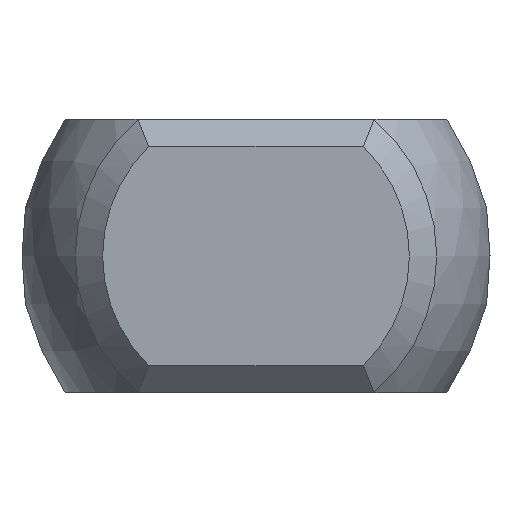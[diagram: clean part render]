
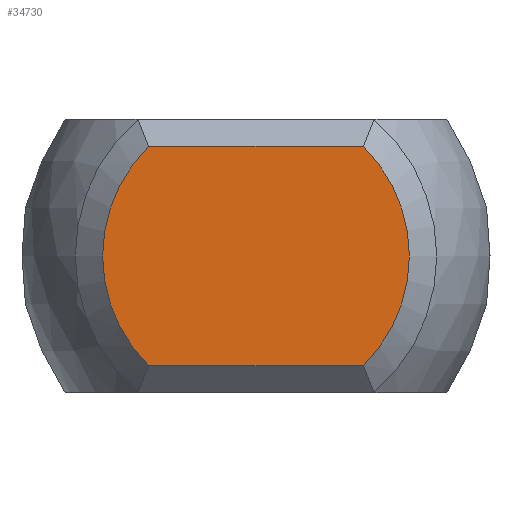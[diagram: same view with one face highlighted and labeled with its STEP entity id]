
A CAD part, left-side view. The second image highlights one B-rep face of the part: STEP entity #34730.
In plain terms, the highlighted planar face has unit normal (-1, 0, 0).
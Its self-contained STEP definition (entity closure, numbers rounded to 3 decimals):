
#31895 = PLANE('',#31896);
#31896 = AXIS2_PLACEMENT_3D('',#31897,#31898,#31899);
#31897 = CARTESIAN_POINT('',(-40.375,3.125,2.25));
#31898 = DIRECTION('',(0.707,0.,-0.707));
#31899 = DIRECTION('',(-0.707,0.,-0.707));
#34079 = EDGE_CURVE('',#34080,#34082,#34084,.T.);
#34080 = VERTEX_POINT('',#34081);
#34081 = CARTESIAN_POINT('',(-40.625,-1.96,-2.));
#34082 = VERTEX_POINT('',#34083);
#34083 = CARTESIAN_POINT('',(-40.625,-1.96,2.));
#34084 = SURFACE_CURVE('',#34085,(#34090,#34102),.PCURVE_S1.);
#34085 = CIRCLE('',#34086,2.8);
#34086 = AXIS2_PLACEMENT_3D('',#34087,#34088,#34089);
#34087 = CARTESIAN_POINT('',(-40.625,0.,0.));
#34088 = DIRECTION('',(-1.,0.,0.));
#34089 = DIRECTION('',(0.,-1.,0.));
#34090 = PCURVE('',#34091,#34096);
#34091 = CONICAL_SURFACE('',#34092,3.05,0.785);
#34092 = AXIS2_PLACEMENT_3D('',#34093,#34094,#34095);
#34093 = CARTESIAN_POINT('',(-40.375,0.,0.));
#34094 = DIRECTION('',(1.,0.,0.));
#34095 = DIRECTION('',(0.,-1.,0.));
#34096 = DEFINITIONAL_REPRESENTATION('',(#34097),#34101);
#34097 = LINE('',#34098,#34099);
#34098 = CARTESIAN_POINT('',(6.283,-0.25));
#34099 = VECTOR('',#34100,1.);
#34100 = DIRECTION('',(-1.,0.));
#34101 = ( GEOMETRIC_REPRESENTATION_CONTEXT(2) 
PARAMETRIC_REPRESENTATION_CONTEXT() REPRESENTATION_CONTEXT('2D SPACE',''
  ) );
#34102 = PCURVE('',#34103,#34108);
#34103 = PLANE('',#34104);
#34104 = AXIS2_PLACEMENT_3D('',#34105,#34106,#34107);
#34105 = CARTESIAN_POINT('',(-40.625,0.,0.));
#34106 = DIRECTION('',(1.,0.,0.));
#34107 = DIRECTION('',(0.,0.,-1.));
#34108 = DEFINITIONAL_REPRESENTATION('',(#34109),#34117);
#34109 = ( BOUNDED_CURVE() B_SPLINE_CURVE(2,(#34110,#34111,#34112,#34113
    ,#34114,#34115,#34116),.UNSPECIFIED.,.T.,.F.) 
B_SPLINE_CURVE_WITH_KNOTS((1,2,2,2,2,1),(-2.094,0.,
    2.094,4.189,6.283,8.378),
.UNSPECIFIED.) CURVE() GEOMETRIC_REPRESENTATION_ITEM() 
RATIONAL_B_SPLINE_CURVE((1.,0.5,1.,0.5,1.,0.5,1.)) REPRESENTATION_ITEM(
  '') );
#34110 = CARTESIAN_POINT('',(0.,-2.8));
#34111 = CARTESIAN_POINT('',(-4.85,-2.8));
#34112 = CARTESIAN_POINT('',(-2.425,1.4));
#34113 = CARTESIAN_POINT('',(0.,5.6));
#34114 = CARTESIAN_POINT('',(2.425,1.4));
#34115 = CARTESIAN_POINT('',(4.85,-2.8));
#34116 = CARTESIAN_POINT('',(0.,-2.8));
#34117 = ( GEOMETRIC_REPRESENTATION_CONTEXT(2) 
PARAMETRIC_REPRESENTATION_CONTEXT() REPRESENTATION_CONTEXT('2D SPACE',''
  ) );
#34135 = PLANE('',#34136);
#34136 = AXIS2_PLACEMENT_3D('',#34137,#34138,#34139);
#34137 = CARTESIAN_POINT('',(-40.375,-3.125,-2.25));
#34138 = DIRECTION('',(0.707,0.,0.707)
  );
#34139 = DIRECTION('',(0.707,0.,-0.707));
#34195 = EDGE_CURVE('',#34082,#34196,#34198,.T.);
#34196 = VERTEX_POINT('',#34197);
#34197 = CARTESIAN_POINT('',(-40.625,1.96,2.));
#34198 = SURFACE_CURVE('',#34199,(#34203,#34210),.PCURVE_S1.);
#34199 = LINE('',#34200,#34201);
#34200 = CARTESIAN_POINT('',(-40.625,3.125,2.));
#34201 = VECTOR('',#34202,1.);
#34202 = DIRECTION('',(0.,1.,0.));
#34203 = PCURVE('',#31895,#34204);
#34204 = DEFINITIONAL_REPRESENTATION('',(#34205),#34209);
#34205 = LINE('',#34206,#34207);
#34206 = CARTESIAN_POINT('',(0.354,0.));
#34207 = VECTOR('',#34208,1.);
#34208 = DIRECTION('',(0.,1.));
#34209 = ( GEOMETRIC_REPRESENTATION_CONTEXT(2) 
PARAMETRIC_REPRESENTATION_CONTEXT() REPRESENTATION_CONTEXT('2D SPACE',''
  ) );
#34210 = PCURVE('',#34103,#34211);
#34211 = DEFINITIONAL_REPRESENTATION('',(#34212),#34216);
#34212 = LINE('',#34213,#34214);
#34213 = CARTESIAN_POINT('',(-2.,3.125));
#34214 = VECTOR('',#34215,1.);
#34215 = DIRECTION('',(0.,1.));
#34216 = ( GEOMETRIC_REPRESENTATION_CONTEXT(2) 
PARAMETRIC_REPRESENTATION_CONTEXT() REPRESENTATION_CONTEXT('2D SPACE',''
  ) );
#34236 = CONICAL_SURFACE('',#34237,3.05,0.785);
#34237 = AXIS2_PLACEMENT_3D('',#34238,#34239,#34240);
#34238 = CARTESIAN_POINT('',(-40.375,0.,0.));
#34239 = DIRECTION('',(1.,0.,0.));
#34240 = DIRECTION('',(-0.,1.,0.));
#34250 = EDGE_CURVE('',#34196,#34251,#34253,.T.);
#34251 = VERTEX_POINT('',#34252);
#34252 = CARTESIAN_POINT('',(-40.625,1.96,-2.));
#34253 = SURFACE_CURVE('',#34254,(#34259,#34266),.PCURVE_S1.);
#34254 = CIRCLE('',#34255,2.8);
#34255 = AXIS2_PLACEMENT_3D('',#34256,#34257,#34258);
#34256 = CARTESIAN_POINT('',(-40.625,0.,0.));
#34257 = DIRECTION('',(-1.,0.,0.));
#34258 = DIRECTION('',(0.,1.,0.));
#34259 = PCURVE('',#34236,#34260);
#34260 = DEFINITIONAL_REPRESENTATION('',(#34261),#34265);
#34261 = LINE('',#34262,#34263);
#34262 = CARTESIAN_POINT('',(6.283,-0.25));
#34263 = VECTOR('',#34264,1.);
#34264 = DIRECTION('',(-1.,0.));
#34265 = ( GEOMETRIC_REPRESENTATION_CONTEXT(2) 
PARAMETRIC_REPRESENTATION_CONTEXT() REPRESENTATION_CONTEXT('2D SPACE',''
  ) );
#34266 = PCURVE('',#34103,#34267);
#34267 = DEFINITIONAL_REPRESENTATION('',(#34268),#34276);
#34268 = ( BOUNDED_CURVE() B_SPLINE_CURVE(2,(#34269,#34270,#34271,#34272
    ,#34273,#34274,#34275),.UNSPECIFIED.,.T.,.F.) 
B_SPLINE_CURVE_WITH_KNOTS((1,2,2,2,2,1),(-2.094,0.,
    2.094,4.189,6.283,8.378),
.UNSPECIFIED.) CURVE() GEOMETRIC_REPRESENTATION_ITEM() 
RATIONAL_B_SPLINE_CURVE((1.,0.5,1.,0.5,1.,0.5,1.)) REPRESENTATION_ITEM(
  '') );
#34269 = CARTESIAN_POINT('',(0.,2.8));
#34270 = CARTESIAN_POINT('',(4.85,2.8));
#34271 = CARTESIAN_POINT('',(2.425,-1.4));
#34272 = CARTESIAN_POINT('',(0.,-5.6));
#34273 = CARTESIAN_POINT('',(-2.425,-1.4));
#34274 = CARTESIAN_POINT('',(-4.85,2.8));
#34275 = CARTESIAN_POINT('',(0.,2.8));
#34276 = ( GEOMETRIC_REPRESENTATION_CONTEXT(2) 
PARAMETRIC_REPRESENTATION_CONTEXT() REPRESENTATION_CONTEXT('2D SPACE',''
  ) );
#34350 = EDGE_CURVE('',#34251,#34080,#34351,.T.);
#34351 = SURFACE_CURVE('',#34352,(#34356,#34363),.PCURVE_S1.);
#34352 = LINE('',#34353,#34354);
#34353 = CARTESIAN_POINT('',(-40.625,-3.125,-2.));
#34354 = VECTOR('',#34355,1.);
#34355 = DIRECTION('',(0.,-1.,0.));
#34356 = PCURVE('',#34135,#34357);
#34357 = DEFINITIONAL_REPRESENTATION('',(#34358),#34362);
#34358 = LINE('',#34359,#34360);
#34359 = CARTESIAN_POINT('',(-0.354,0.));
#34360 = VECTOR('',#34361,1.);
#34361 = DIRECTION('',(0.,-1.));
#34362 = ( GEOMETRIC_REPRESENTATION_CONTEXT(2) 
PARAMETRIC_REPRESENTATION_CONTEXT() REPRESENTATION_CONTEXT('2D SPACE',''
  ) );
#34363 = PCURVE('',#34103,#34364);
#34364 = DEFINITIONAL_REPRESENTATION('',(#34365),#34369);
#34365 = LINE('',#34366,#34367);
#34366 = CARTESIAN_POINT('',(2.,-3.125));
#34367 = VECTOR('',#34368,1.);
#34368 = DIRECTION('',(0.,-1.));
#34369 = ( GEOMETRIC_REPRESENTATION_CONTEXT(2) 
PARAMETRIC_REPRESENTATION_CONTEXT() REPRESENTATION_CONTEXT('2D SPACE',''
  ) );
#34730 = ADVANCED_FACE('',(#34731),#34103,.F.);
#34731 = FACE_BOUND('',#34732,.T.);
#34732 = EDGE_LOOP('',(#34733,#34734,#34735,#34736));
#34733 = ORIENTED_EDGE('',*,*,#34079,.T.);
#34734 = ORIENTED_EDGE('',*,*,#34195,.T.);
#34735 = ORIENTED_EDGE('',*,*,#34250,.T.);
#34736 = ORIENTED_EDGE('',*,*,#34350,.T.);
